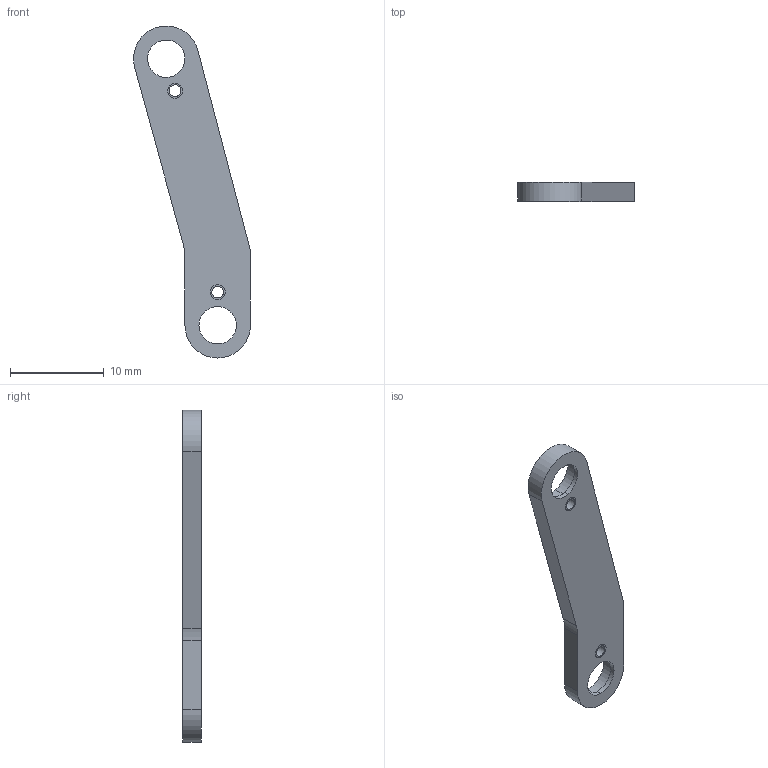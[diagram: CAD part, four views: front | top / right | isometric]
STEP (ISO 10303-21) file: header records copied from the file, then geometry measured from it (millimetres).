
FILE_DESCRIPTION((''),'2;1');
FILE_NAME('RC_IIT_023_P_058','2021-09-07T17:14:35',('silo-mech'),(''),'CREO PARAMETRIC BY PTC INC, 2020454','CREO PARAMETRIC BY PTC INC, 2020454','');
FILE_SCHEMA(('CONFIG_CONTROL_DESIGN'));
Length unit declared in the file: millimetre
Products named in the file (1): RC_IIT_023_P_058
Bounding box: 12.49 x 2 x 35.5 mm (x, y, z)
Volume: 306.6 mm3; surface area: 736.5 mm2
Topology: 1 solids, 3 shells, 32 faces, 81 edges, 54 vertices
Faces by surface type: cylinder 21, plane 11
Entity records: 1044 total; most frequent: DIRECTION 189, CARTESIAN_POINT 168, ORIENTED_EDGE 154, EDGE_CURVE 81, AXIS2_PLACEMENT_3D 75, VERTEX_POINT 54, EDGE_LOOP 43, CIRCLE 42
